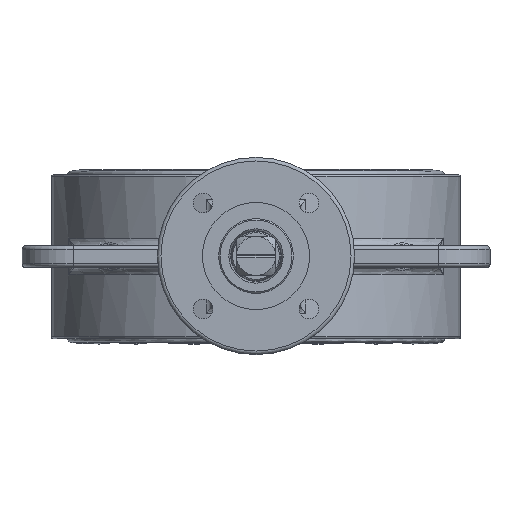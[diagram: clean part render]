
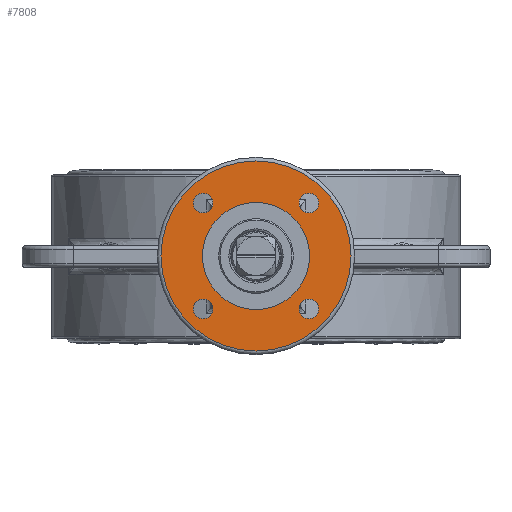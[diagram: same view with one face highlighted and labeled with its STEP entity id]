
A CAD part, top view. The second image highlights one B-rep face of the part: STEP entity #7808.
In plain terms, the highlighted planar face has unit normal (0, 0, 1).
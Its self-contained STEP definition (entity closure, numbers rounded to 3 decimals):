
#7702=CARTESIAN_POINT('',(26.7,0.,134.5));
#7703=VERTEX_POINT('',#7702);
#7704=CARTESIAN_POINT('',(0.,0.,134.5));
#7705=DIRECTION('',(0.0,0.0,-1.0));
#7706=DIRECTION('',(-1.0,0.0,0.0));
#7707=AXIS2_PLACEMENT_3D('',#7704,#7705,#7706);
#7708=CIRCLE('',#7707,26.7);
#7709=EDGE_CURVE('',#7703,#7703,#7708,.T.);
#7745=CARTESIAN_POINT('',(0.,0.,134.5));
#7746=DIRECTION('',(0.0,0.0,-1.0));
#7747=DIRECTION('',(-1.0,0.0,0.0));
#7748=AXIS2_PLACEMENT_3D('',#7745,#7746,#7747);
#7749=PLANE('',#7748);
#7750=ORIENTED_EDGE('',*,*,#7709,.F.);
#7751=EDGE_LOOP('',(#7750));
#7752=FACE_OUTER_BOUND('',#7751,.T.);
#7753=CARTESIAN_POINT('',(17.599,14.849,134.5));
#7754=VERTEX_POINT('',#7753);
#7755=CARTESIAN_POINT('',(14.849,14.849,134.5));
#7756=DIRECTION('',(0.0,0.0,-1.0));
#7757=DIRECTION('',(1.0,0.0,0.0));
#7758=AXIS2_PLACEMENT_3D('',#7755,#7756,#7757);
#7759=CIRCLE('',#7758,2.75);
#7760=EDGE_CURVE('',#7754,#7754,#7759,.T.);
#7761=ORIENTED_EDGE('',*,*,#7760,.T.);
#7762=EDGE_LOOP('',(#7761));
#7763=FACE_BOUND('',#7762,.T.);
#7764=CARTESIAN_POINT('',(14.849,-17.599,134.5));
#7765=VERTEX_POINT('',#7764);
#7766=CARTESIAN_POINT('',(14.849,-14.849,134.5));
#7767=DIRECTION('',(0.0,0.0,-1.0));
#7768=DIRECTION('',(0.0,-1.0,0.0));
#7769=AXIS2_PLACEMENT_3D('',#7766,#7767,#7768);
#7770=CIRCLE('',#7769,2.75);
#7771=EDGE_CURVE('',#7765,#7765,#7770,.T.);
#7772=ORIENTED_EDGE('',*,*,#7771,.T.);
#7773=EDGE_LOOP('',(#7772));
#7774=FACE_BOUND('',#7773,.T.);
#7775=CARTESIAN_POINT('',(-14.849,17.599,134.5));
#7776=VERTEX_POINT('',#7775);
#7777=CARTESIAN_POINT('',(-14.849,14.849,134.5));
#7778=DIRECTION('',(0.0,0.0,-1.0));
#7779=DIRECTION('',(0.0,1.0,0.0));
#7780=AXIS2_PLACEMENT_3D('',#7777,#7778,#7779);
#7781=CIRCLE('',#7780,2.75);
#7782=EDGE_CURVE('',#7776,#7776,#7781,.T.);
#7783=ORIENTED_EDGE('',*,*,#7782,.T.);
#7784=EDGE_LOOP('',(#7783));
#7785=FACE_BOUND('',#7784,.T.);
#7786=CARTESIAN_POINT('',(-17.599,-14.849,134.5));
#7787=VERTEX_POINT('',#7786);
#7788=CARTESIAN_POINT('',(-14.849,-14.849,134.5));
#7789=DIRECTION('',(0.0,0.0,-1.0));
#7790=DIRECTION('',(-1.0,0.0,0.0));
#7791=AXIS2_PLACEMENT_3D('',#7788,#7789,#7790);
#7792=CIRCLE('',#7791,2.75);
#7793=EDGE_CURVE('',#7787,#7787,#7792,.T.);
#7794=ORIENTED_EDGE('',*,*,#7793,.T.);
#7795=EDGE_LOOP('',(#7794));
#7796=FACE_BOUND('',#7795,.T.);
#7797=CARTESIAN_POINT('',(15.05,0.,134.5));
#7798=VERTEX_POINT('',#7797);
#7799=CARTESIAN_POINT('',(0.,0.,134.5));
#7800=DIRECTION('',(0.0,0.0,-1.0));
#7801=DIRECTION('',(1.0,0.0,0.0));
#7802=AXIS2_PLACEMENT_3D('',#7799,#7800,#7801);
#7803=CIRCLE('',#7802,15.05);
#7804=EDGE_CURVE('',#7798,#7798,#7803,.T.);
#7805=ORIENTED_EDGE('',*,*,#7804,.T.);
#7806=EDGE_LOOP('',(#7805));
#7807=FACE_BOUND('',#7806,.T.);
#7808=ADVANCED_FACE('',(#7752,#7763,#7774,#7785,#7796,#7807),#7749,.F.);
